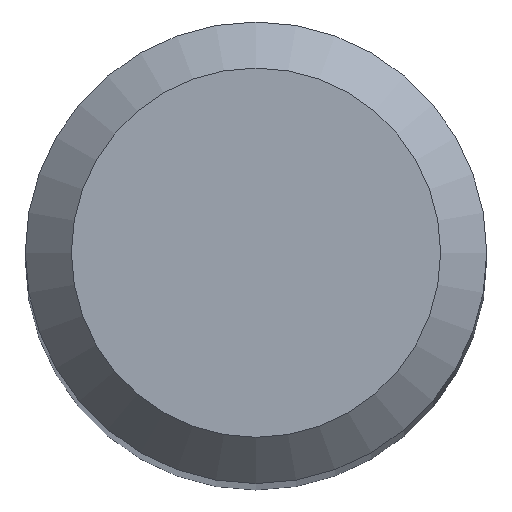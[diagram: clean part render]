
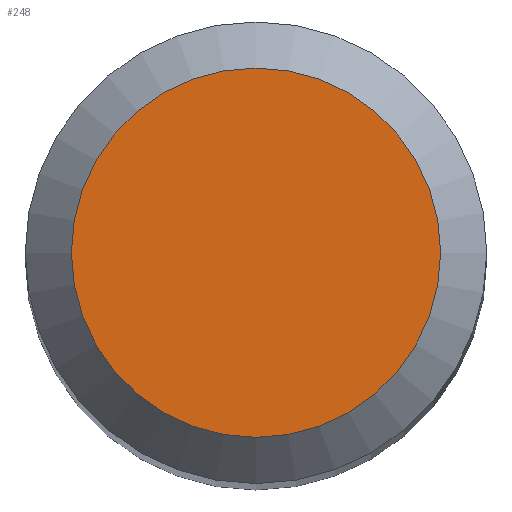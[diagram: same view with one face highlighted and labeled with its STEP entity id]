
A CAD part, top view. The second image highlights one B-rep face of the part: STEP entity #248.
In plain terms, the highlighted planar face has unit normal (0, 0, 1).
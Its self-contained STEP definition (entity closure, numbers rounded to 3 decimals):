
#34 = DIRECTION ( 'NONE',  ( 0., 0., -1. ) ) ;
#45 = DIRECTION ( 'NONE',  ( 0., 0., -1. ) ) ;
#69 = CARTESIAN_POINT ( 'NONE',  ( 0., 1.2, 38. ) ) ;
#73 = AXIS2_PLACEMENT_3D ( 'NONE', #253, #34, #214 ) ;
#84 = DIRECTION ( 'NONE',  ( 0., 1., 0. ) ) ;
#85 = VERTEX_POINT ( 'NONE', #69 ) ;
#139 = CARTESIAN_POINT ( 'NONE',  ( 0., 0., 38. ) ) ;
#183 = EDGE_CURVE ( 'NONE', #85, #85, #233, .T. ) ;
#194 = FACE_OUTER_BOUND ( 'NONE', #216, .T. ) ;
#214 = DIRECTION ( 'NONE',  ( 0., 1., 0. ) ) ;
#216 = EDGE_LOOP ( 'NONE', ( #235 ) ) ;
#221 = PLANE ( 'NONE',  #270 ) ;
#233 = CIRCLE ( 'NONE', #73, 1.2 ) ;
#235 = ORIENTED_EDGE ( 'NONE', *, *, #183, .F. ) ;
#248 = ADVANCED_FACE ( 'NONE', ( #194 ), #221, .F. ) ;
#253 = CARTESIAN_POINT ( 'NONE',  ( 0., 0., 38. ) ) ;
#270 = AXIS2_PLACEMENT_3D ( 'NONE', #139, #45, #84 ) ;
